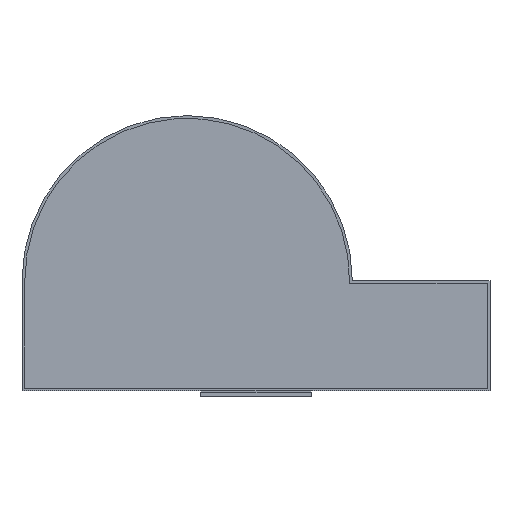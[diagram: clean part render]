
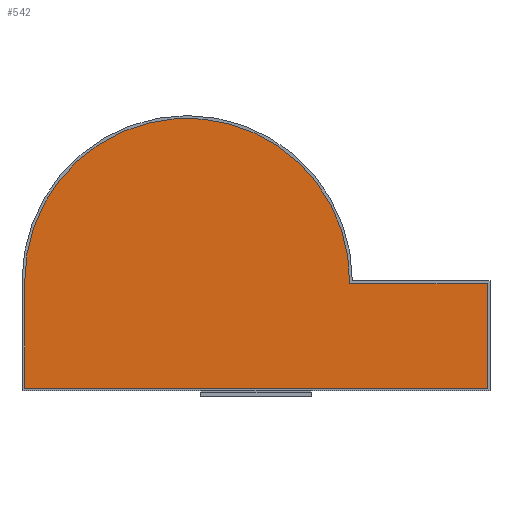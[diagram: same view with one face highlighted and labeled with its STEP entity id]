
A CAD part, front view. The second image highlights one B-rep face of the part: STEP entity #542.
In plain terms, the highlighted planar face has unit normal (0, -1, 0).
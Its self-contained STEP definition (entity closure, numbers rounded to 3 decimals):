
#57=PLANE('',#629);
#99=LINE('',#863,#162);
#103=LINE('',#875,#166);
#106=LINE('',#881,#169);
#109=LINE('',#886,#172);
#162=VECTOR('',#712,1000.);
#166=VECTOR('',#724,1000.);
#169=VECTOR('',#729,1000.);
#172=VECTOR('',#734,1000.);
#277=ORIENTED_EDGE('',*,*,#367,.F.);
#278=ORIENTED_EDGE('',*,*,#379,.F.);
#279=ORIENTED_EDGE('',*,*,#376,.F.);
#280=ORIENTED_EDGE('',*,*,#373,.F.);
#281=ORIENTED_EDGE('',*,*,#370,.F.);
#367=EDGE_CURVE('',#426,#427,#99,.T.);
#370=EDGE_CURVE('',#427,#429,#455,.T.);
#373=EDGE_CURVE('',#429,#431,#103,.T.);
#376=EDGE_CURVE('',#431,#433,#106,.T.);
#379=EDGE_CURVE('',#433,#426,#109,.T.);
#426=VERTEX_POINT('',#862);
#427=VERTEX_POINT('',#864);
#429=VERTEX_POINT('',#870);
#431=VERTEX_POINT('',#876);
#433=VERTEX_POINT('',#882);
#455=CIRCLE('',#625,5.9);
#475=EDGE_LOOP('',(#277,#278,#279,#280,#281));
#508=FACE_BOUND('',#475,.T.);
#542=ADVANCED_FACE('',(#508),#57,.F.);
#625=AXIS2_PLACEMENT_3D('',#869,#718,#719);
#629=AXIS2_PLACEMENT_3D('',#887,#735,#736);
#712=DIRECTION('',(0.,0.,1.));
#718=DIRECTION('',(0.,1.,0.));
#719=DIRECTION('',(-1.,0.,0.));
#724=DIRECTION('',(1.,0.,0.));
#729=DIRECTION('',(0.,0.,-1.));
#734=DIRECTION('',(-1.,0.,0.));
#735=DIRECTION('',(0.,1.,0.));
#736=DIRECTION('',(0.,0.,1.));
#862=CARTESIAN_POINT('',(-8.4,-499.995,-4.9));
#863=CARTESIAN_POINT('',(-8.4,-499.995,-4.9));
#864=CARTESIAN_POINT('',(-8.4,-499.995,-1.));
#869=CARTESIAN_POINT('',(-2.5,-499.995,-1.));
#870=CARTESIAN_POINT('',(3.399,-499.995,-1.1));
#875=CARTESIAN_POINT('',(3.399,-499.995,-1.1));
#876=CARTESIAN_POINT('',(8.4,-499.995,-1.1));
#881=CARTESIAN_POINT('',(8.4,-499.995,-1.1));
#882=CARTESIAN_POINT('',(8.4,-499.995,-4.9));
#886=CARTESIAN_POINT('',(8.4,-499.995,-4.9));
#887=CARTESIAN_POINT('',(-2.5,-499.995,-1.));
